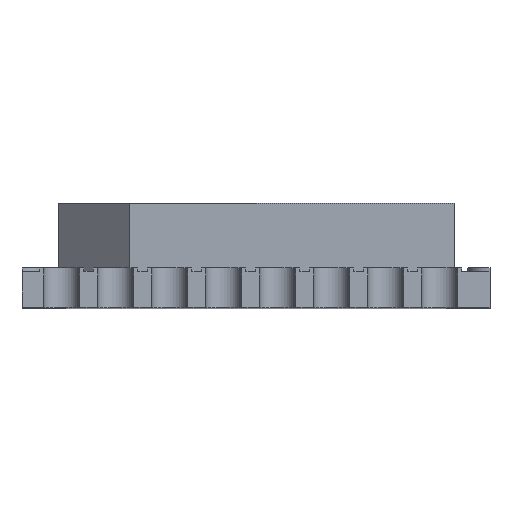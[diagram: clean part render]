
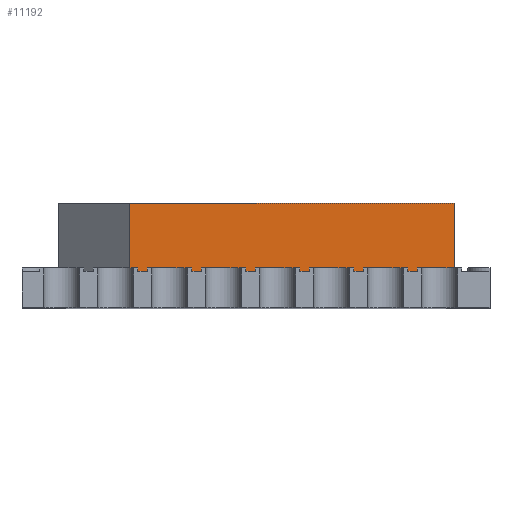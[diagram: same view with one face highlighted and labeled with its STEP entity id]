
A CAD part, top view. The second image highlights one B-rep face of the part: STEP entity #11192.
In plain terms, the highlighted planar face has unit normal (0, 0, 1).
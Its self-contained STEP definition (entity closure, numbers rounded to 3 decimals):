
#218 = DIRECTION ( 'NONE',  ( 0., -1., 0. ) ) ;
#944 = PLANE ( 'NONE',  #8753 ) ;
#1220 = EDGE_CURVE ( 'NONE', #10713, #4898, #9109, .T. ) ;
#1430 = CARTESIAN_POINT ( 'NONE',  ( 5.5, 1., 10.5 ) ) ;
#1545 = DIRECTION ( 'NONE',  ( 1., 0., 0. ) ) ;
#1735 = CARTESIAN_POINT ( 'NONE',  ( 5.5, 2.9, 10.5 ) ) ;
#1824 = VECTOR ( 'NONE', #218, 1000. ) ;
#2671 = DIRECTION ( 'NONE',  ( -1., 0., 0. ) ) ;
#3398 = ORIENTED_EDGE ( 'NONE', *, *, #7541, .T. ) ;
#3429 = DIRECTION ( 'NONE',  ( 0., -1., 0. ) ) ;
#3521 = EDGE_CURVE ( 'NONE', #5942, #9616, #6220, .T. ) ;
#3924 = CARTESIAN_POINT ( 'NONE',  ( -3.5, 2.9, 10.5 ) ) ;
#4173 = EDGE_LOOP ( 'NONE', ( #7802, #9039, #5305, #3398 ) ) ;
#4278 = CARTESIAN_POINT ( 'NONE',  ( -3.5, 1., 10.5 ) ) ;
#4425 = CARTESIAN_POINT ( 'NONE',  ( 5.5, 2.9, 10.5 ) ) ;
#4898 = VERTEX_POINT ( 'NONE', #4425 ) ;
#5305 = ORIENTED_EDGE ( 'NONE', *, *, #1220, .F. ) ;
#5483 = DIRECTION ( 'NONE',  ( 0., 0., -1. ) ) ;
#5624 = CARTESIAN_POINT ( 'NONE',  ( 5.5, 1., 10.5 ) ) ;
#5919 = VECTOR ( 'NONE', #1545, 1000. ) ;
#5942 = VERTEX_POINT ( 'NONE', #4278 ) ;
#6220 = LINE ( 'NONE', #1430, #5919 ) ;
#6312 = LINE ( 'NONE', #3924, #1824 ) ;
#6582 = LINE ( 'NONE', #9903, #10748 ) ;
#7541 = EDGE_CURVE ( 'NONE', #10713, #5942, #6312, .T. ) ;
#7802 = ORIENTED_EDGE ( 'NONE', *, *, #3521, .T. ) ;
#8057 = CARTESIAN_POINT ( 'NONE',  ( -3.5, 2.9, 10.5 ) ) ;
#8076 = FACE_OUTER_BOUND ( 'NONE', #4173, .T. ) ;
#8178 = EDGE_CURVE ( 'NONE', #4898, #9616, #6582, .T. ) ;
#8753 = AXIS2_PLACEMENT_3D ( 'NONE', #1735, #5483, #2671 ) ;
#9039 = ORIENTED_EDGE ( 'NONE', *, *, #8178, .F. ) ;
#9109 = LINE ( 'NONE', #10330, #9701 ) ;
#9556 = DIRECTION ( 'NONE',  ( 1., 0., 0. ) ) ;
#9616 = VERTEX_POINT ( 'NONE', #5624 ) ;
#9701 = VECTOR ( 'NONE', #9556, 1000. ) ;
#9903 = CARTESIAN_POINT ( 'NONE',  ( 5.5, 2.9, 10.5 ) ) ;
#10330 = CARTESIAN_POINT ( 'NONE',  ( 5.5, 2.9, 10.5 ) ) ;
#10713 = VERTEX_POINT ( 'NONE', #8057 ) ;
#10748 = VECTOR ( 'NONE', #3429, 1000. ) ;
#11192 = ADVANCED_FACE ( 'NONE', ( #8076 ), #944, .F. ) ;
